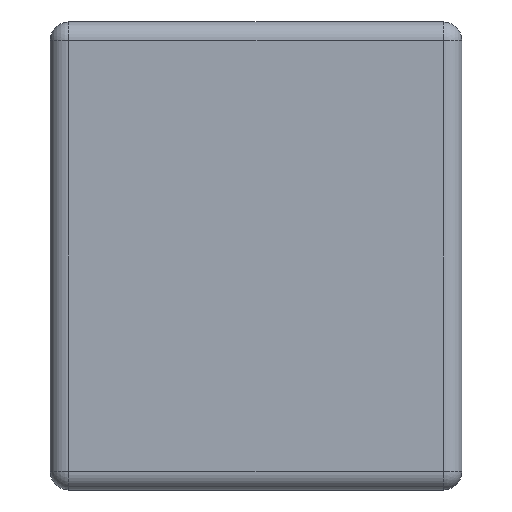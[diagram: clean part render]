
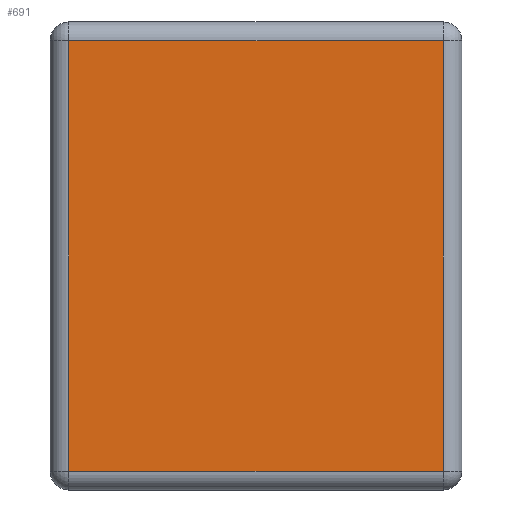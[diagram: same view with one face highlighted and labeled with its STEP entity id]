
A CAD part, left-side view. The second image highlights one B-rep face of the part: STEP entity #691.
In plain terms, the highlighted planar face has unit normal (-1, 0, 0).
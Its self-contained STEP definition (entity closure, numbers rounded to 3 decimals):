
#4 = VERTEX_POINT ( 'NONE', #804 ) ;
#13 = EDGE_CURVE ( 'NONE', #1064, #232, #962, .T. ) ;
#19 = CARTESIAN_POINT ( 'NONE',  ( -1., 0.05, -0.625 ) ) ;
#24 = CARTESIAN_POINT ( 'NONE',  ( -1., 1.1, -0.625 ) ) ;
#61 = CARTESIAN_POINT ( 'NONE',  ( -1., 1.1, 0.575 ) ) ;
#99 = VECTOR ( 'NONE', #446, 1000. ) ;
#162 = EDGE_LOOP ( 'NONE', ( #867, #644, #1253, #815 ) ) ;
#232 = VERTEX_POINT ( 'NONE', #1180 ) ;
#294 = EDGE_CURVE ( 'NONE', #4, #965, #980, .T. ) ;
#355 = FACE_OUTER_BOUND ( 'NONE', #162, .T. ) ;
#446 = DIRECTION ( 'NONE',  ( 0., -1., 0. ) ) ;
#521 = DIRECTION ( 'NONE',  ( 0., 0., 1. ) ) ;
#586 = DIRECTION ( 'NONE',  ( 0., 1., 0. ) ) ;
#587 = VECTOR ( 'NONE', #586, 1000. ) ;
#644 = ORIENTED_EDGE ( 'NONE', *, *, #13, .T. ) ;
#647 = CARTESIAN_POINT ( 'NONE',  ( -1., 1.05, -0.575 ) ) ;
#668 = PLANE ( 'NONE',  #1052 ) ;
#691 = ADVANCED_FACE ( 'NONE', ( #355 ), #668, .F. ) ;
#698 = CARTESIAN_POINT ( 'NONE',  ( -1., 1.05, -0.625 ) ) ;
#730 = VECTOR ( 'NONE', #1106, 1000. ) ;
#748 = LINE ( 'NONE', #19, #1174 ) ;
#753 = EDGE_CURVE ( 'NONE', #232, #4, #748, .T. ) ;
#804 = CARTESIAN_POINT ( 'NONE',  ( -1., 0.05, 0.575 ) ) ;
#815 = ORIENTED_EDGE ( 'NONE', *, *, #294, .T. ) ;
#867 = ORIENTED_EDGE ( 'NONE', *, *, #1129, .T. ) ;
#920 = DIRECTION ( 'NONE',  ( 1., 0., 0. ) ) ;
#936 = CARTESIAN_POINT ( 'NONE',  ( -1., 1.1, -0.575 ) ) ;
#962 = LINE ( 'NONE', #936, #99 ) ;
#965 = VERTEX_POINT ( 'NONE', #1241 ) ;
#980 = LINE ( 'NONE', #61, #587 ) ;
#1052 = AXIS2_PLACEMENT_3D ( 'NONE', #24, #920, #1117 ) ;
#1064 = VERTEX_POINT ( 'NONE', #647 ) ;
#1106 = DIRECTION ( 'NONE',  ( 0., 0., -1. ) ) ;
#1117 = DIRECTION ( 'NONE',  ( 0., 0., -1. ) ) ;
#1129 = EDGE_CURVE ( 'NONE', #965, #1064, #1141, .T. ) ;
#1141 = LINE ( 'NONE', #698, #730 ) ;
#1174 = VECTOR ( 'NONE', #521, 1000. ) ;
#1180 = CARTESIAN_POINT ( 'NONE',  ( -1., 0.05, -0.575 ) ) ;
#1241 = CARTESIAN_POINT ( 'NONE',  ( -1., 1.05, 0.575 ) ) ;
#1253 = ORIENTED_EDGE ( 'NONE', *, *, #753, .T. ) ;
